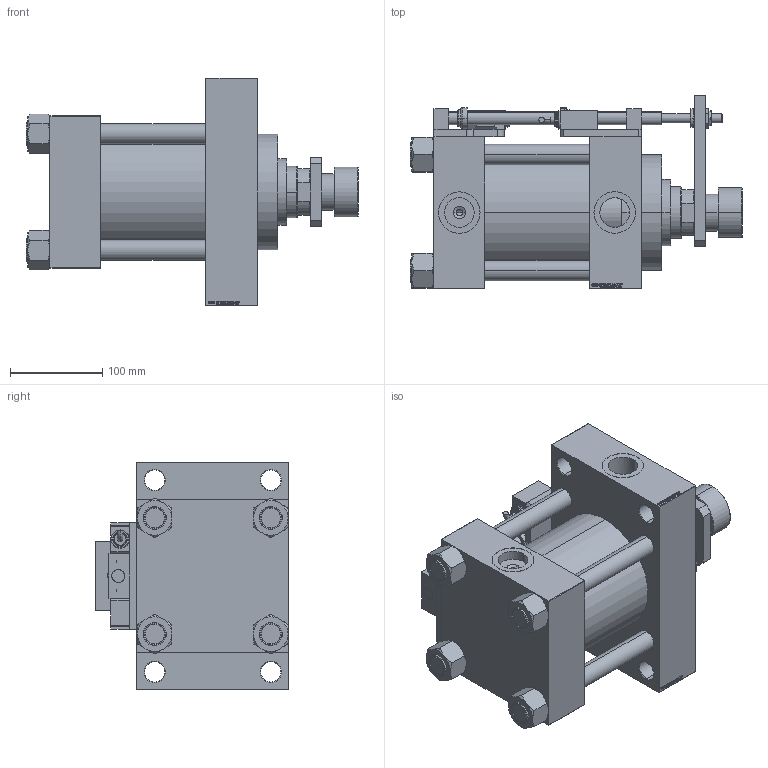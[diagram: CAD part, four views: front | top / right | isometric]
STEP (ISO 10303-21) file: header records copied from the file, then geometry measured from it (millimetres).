
FILE_DESCRIPTION (( 'STEP AP203' ), '1' );
FILE_NAME ('84fd.STEP', '2025-10-30T07:40:34', ( '' ), ( '' ), 'SwSTEP 2.0', 'SolidWorks 2019', '' );
FILE_SCHEMA (( 'CONFIG_CONTROL_DESIGN' ));
Length unit declared in the file: millimetre
Products named in the file (17): V215CD_SWITCH_Q_PODLOZKA_FRONT c1e683459b2f95fac3ede2dcf802ae40; V215CD_SWITCH_Q_NUT10 c1e683459b2f95fac3ede2dcf802ae40; V215CD_SWITCH_Q_PODLOZKA_BACK c1e683459b2f95fac3ede2dcf802ae40; V215CD_VC_A c1e683459b2f95fac3ede2dcf802ae40; V215CD_SWITCH_Q_DIMA c1e683459b2f95fac3ede2dcf802ae40; V215CD_D_Body c1e683459b2f95fac3ede2dcf802ae40; V215CD_SWITCH_Q_SWITCH c1e683459b2f95fac3ede2dcf802ae40; V215CD_SWITCH_Q_BLOK c1e683459b2f95fac3ede2dcf802ae40; V215CD_SWITCH_Q_MAGNET c1e683459b2f95fac3ede2dcf802ae40; V215CD_D_TYCINKA c1e683459b2f95fac3ede2dcf802ae40; V215CR_ROD_END_F c1e683459b2f95fac3ede2dcf802ae40; V215CD_VCP_D c1e683459b2f95fac3ede2dcf802ae40; 84fd; V215CD_NUT_M5_D c1e683459b2f95fac3ede2dcf802ae40; V215CD_SWITCH_Q_NUT c1e683459b2f95fac3ede2dcf802ae40; V215CD_SWITCH_Q_ZARAZKA c1e683459b2f95fac3ede2dcf802ae40; V215CD_SWITCH_Q_TYC c1e683459b2f95fac3ede2dcf802ae40
Assembly tree (25 placements, depth 2):
  84fd
    V215CD_D_Body c1e683459b2f95fac3ede2dcf802ae40
    V215CD_VC_A c1e683459b2f95fac3ede2dcf802ae40
    V215CD_VCP_D c1e683459b2f95fac3ede2dcf802ae40
    V215CD_D_TYCINKA c1e683459b2f95fac3ede2dcf802ae40  x4
    V215CD_NUT_M5_D c1e683459b2f95fac3ede2dcf802ae40  x4
    V215CR_ROD_END_F c1e683459b2f95fac3ede2dcf802ae40
    V215CD_SWITCH_Q_BLOK c1e683459b2f95fac3ede2dcf802ae40  x2
    V215CD_SWITCH_Q_DIMA c1e683459b2f95fac3ede2dcf802ae40
    V215CD_SWITCH_Q_MAGNET c1e683459b2f95fac3ede2dcf802ae40  x2
    V215CD_SWITCH_Q_NUT c1e683459b2f95fac3ede2dcf802ae40
    V215CD_SWITCH_Q_NUT10 c1e683459b2f95fac3ede2dcf802ae40
    V215CD_SWITCH_Q_PODLOZKA_BACK c1e683459b2f95fac3ede2dcf802ae40
    V215CD_SWITCH_Q_PODLOZKA_FRONT c1e683459b2f95fac3ede2dcf802ae40
    V215CD_SWITCH_Q_SWITCH c1e683459b2f95fac3ede2dcf802ae40  x2
    V215CD_SWITCH_Q_TYC c1e683459b2f95fac3ede2dcf802ae40
    V215CD_SWITCH_Q_ZARAZKA c1e683459b2f95fac3ede2dcf802ae40
Bounding box: 360 x 210 x 247 mm (x, y, z)
Volume: 5549575 mm3; surface area: 691849.8 mm2
Topology: 25 solids, 25 shells, 1390 faces, 3447 edges, 2236 vertices
Faces by surface type: plane 669, bspline 368, cylinder 158, cone 155, torus 40
Entity records: 53829 total; most frequent: CARTESIAN_POINT 26138, ORIENTED_EDGE 5834, DIRECTION 4142, EDGE_CURVE 2917, VERTEX_POINT 1910, VECTOR 1738, LINE 1738, EDGE_LOOP 1321
